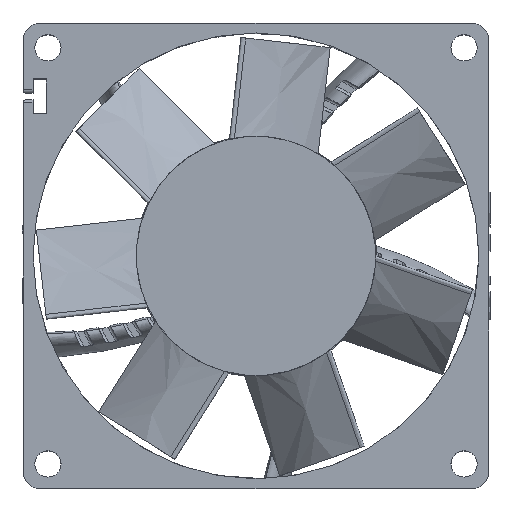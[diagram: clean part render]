
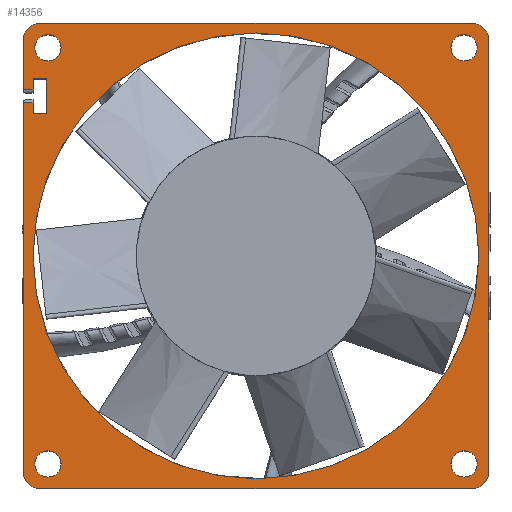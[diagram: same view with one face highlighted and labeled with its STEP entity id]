
A CAD part, top view. The second image highlights one B-rep face of the part: STEP entity #14356.
In plain terms, the highlighted planar face has unit normal (0, 0, 1).
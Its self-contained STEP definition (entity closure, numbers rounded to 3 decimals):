
#29=DIRECTION('',(0.,1.,0.));
#30=VECTOR('',#29,63.3);
#31=CARTESIAN_POINT('',(-40.,-37.,0.));
#32=LINE('',#31,#30);
#2004=CARTESIAN_POINT('',(0.,0.,0.));
#2005=DIRECTION('',(0.,0.,-1.));
#2006=DIRECTION('',(-1.,0.,0.));
#2007=AXIS2_PLACEMENT_3D('',#2004,#2005,#2006);
#2076=CARTESIAN_POINT('',(0.,0.,0.));
#2077=DIRECTION('',(0.,0.,-1.));
#2078=DIRECTION('',(1.,0.,0.));
#2079=AXIS2_PLACEMENT_3D('',#2076,#2077,#2078);
#2138=DIRECTION('',(1.,0.,0.));
#2139=VECTOR('',#2138,2.3);
#2140=CARTESIAN_POINT('',(-38.3,24.4,0.));
#2141=LINE('',#2140,#2139);
#2142=DIRECTION('',(0.,1.,0.));
#2143=VECTOR('',#2142,6.);
#2144=CARTESIAN_POINT('',(-36.,24.4,0.));
#2145=LINE('',#2144,#2143);
#2146=DIRECTION('',(1.,0.,0.));
#2147=VECTOR('',#2146,2.3);
#2148=CARTESIAN_POINT('',(-38.3,30.4,0.));
#2149=LINE('',#2148,#2147);
#2150=DIRECTION('',(0.,1.,0.));
#2151=VECTOR('',#2150,1.9);
#2152=CARTESIAN_POINT('',(-38.3,28.5,0.));
#2153=LINE('',#2152,#2151);
#2154=CARTESIAN_POINT('',(-37.,37.,0.));
#2155=DIRECTION('',(0.,0.,1.));
#2156=DIRECTION('',(0.,1.,0.));
#2157=AXIS2_PLACEMENT_3D('',#2154,#2155,#2156);
#2159=CARTESIAN_POINT('',(37.,37.,0.));
#2160=DIRECTION('',(0.,0.,1.));
#2161=DIRECTION('',(1.,0.,0.));
#2162=AXIS2_PLACEMENT_3D('',#2159,#2160,#2161);
#2164=DIRECTION('',(0.,1.,0.));
#2165=VECTOR('',#2164,74.);
#2166=CARTESIAN_POINT('',(40.,-37.,0.));
#2167=LINE('',#2166,#2165);
#2168=CARTESIAN_POINT('',(37.,-37.,0.));
#2169=DIRECTION('',(0.,0.,1.));
#2170=DIRECTION('',(0.,-1.,0.));
#2171=AXIS2_PLACEMENT_3D('',#2168,#2169,#2170);
#2173=DIRECTION('',(1.,0.,0.));
#2174=VECTOR('',#2173,74.);
#2175=CARTESIAN_POINT('',(-37.,-40.,0.));
#2176=LINE('',#2175,#2174);
#2177=CARTESIAN_POINT('',(-37.,-37.,0.));
#2178=DIRECTION('',(0.,0.,1.));
#2179=DIRECTION('',(-1.,0.,0.));
#2180=AXIS2_PLACEMENT_3D('',#2177,#2178,#2179);
#2182=DIRECTION('',(0.,1.,0.));
#2183=VECTOR('',#2182,1.9);
#2184=CARTESIAN_POINT('',(-38.3,24.4,0.));
#2185=LINE('',#2184,#2183);
#2186=CARTESIAN_POINT('',(-35.75,35.75,0.));
#2187=DIRECTION('',(0.,0.,-1.));
#2188=DIRECTION('',(-1.,0.,0.));
#2189=AXIS2_PLACEMENT_3D('',#2186,#2187,#2188);
#2191=CARTESIAN_POINT('',(-35.75,35.75,0.));
#2192=DIRECTION('',(0.,0.,-1.));
#2193=DIRECTION('',(1.,0.,0.));
#2194=AXIS2_PLACEMENT_3D('',#2191,#2192,#2193);
#2196=CARTESIAN_POINT('',(35.75,-35.75,0.));
#2197=DIRECTION('',(0.,0.,-1.));
#2198=DIRECTION('',(-1.,0.,0.));
#2199=AXIS2_PLACEMENT_3D('',#2196,#2197,#2198);
#2201=CARTESIAN_POINT('',(35.75,-35.75,0.));
#2202=DIRECTION('',(0.,0.,-1.));
#2203=DIRECTION('',(1.,0.,0.));
#2204=AXIS2_PLACEMENT_3D('',#2201,#2202,#2203);
#2206=CARTESIAN_POINT('',(-35.75,-35.75,0.));
#2207=DIRECTION('',(0.,0.,-1.));
#2208=DIRECTION('',(-1.,0.,0.));
#2209=AXIS2_PLACEMENT_3D('',#2206,#2207,#2208);
#2211=CARTESIAN_POINT('',(-35.75,-35.75,0.));
#2212=DIRECTION('',(0.,0.,-1.));
#2213=DIRECTION('',(1.,0.,0.));
#2214=AXIS2_PLACEMENT_3D('',#2211,#2212,#2213);
#2216=CARTESIAN_POINT('',(35.75,35.75,0.));
#2217=DIRECTION('',(0.,0.,-1.));
#2218=DIRECTION('',(-1.,0.,0.));
#2219=AXIS2_PLACEMENT_3D('',#2216,#2217,#2218);
#2221=CARTESIAN_POINT('',(35.75,35.75,0.));
#2222=DIRECTION('',(0.,0.,-1.));
#2223=DIRECTION('',(1.,0.,0.));
#2224=AXIS2_PLACEMENT_3D('',#2221,#2222,#2223);
#2369=DIRECTION('',(1.,0.,0.));
#2370=VECTOR('',#2369,74.);
#2371=CARTESIAN_POINT('',(-37.,40.,0.));
#2372=LINE('',#2371,#2370);
#7622=DIRECTION('',(0.,1.,0.));
#7623=VECTOR('',#7622,8.5);
#7624=CARTESIAN_POINT('',(-40.,28.5,0.));
#7625=LINE('',#7624,#7623);
#7647=DIRECTION('',(-1.,0.,0.));
#7648=VECTOR('',#7647,1.7);
#7649=CARTESIAN_POINT('',(-38.3,28.5,0.));
#7650=LINE('',#7649,#7648);
#7750=DIRECTION('',(1.,0.,0.));
#7751=VECTOR('',#7750,1.7);
#7752=CARTESIAN_POINT('',(-40.,26.3,0.));
#7753=LINE('',#7752,#7751);
#10337=CARTESIAN_POINT('',(-38.3,28.5,0.));
#10338=CARTESIAN_POINT('',(-40.,28.5,0.));
#10339=VERTEX_POINT('',#10337);
#10340=VERTEX_POINT('',#10338);
#10341=CARTESIAN_POINT('',(-40.,26.3,0.));
#10342=CARTESIAN_POINT('',(-38.3,26.3,0.));
#10343=VERTEX_POINT('',#10341);
#10344=VERTEX_POINT('',#10342);
#10837=CARTESIAN_POINT('',(-38.,-35.75,0.));
#10838=VERTEX_POINT('',#10837);
#10839=CARTESIAN_POINT('',(-33.5,-35.75,0.));
#10840=VERTEX_POINT('',#10839);
#10841=CARTESIAN_POINT('',(33.5,-35.75,0.));
#10842=VERTEX_POINT('',#10841);
#10843=CARTESIAN_POINT('',(38.,-35.75,0.));
#10844=VERTEX_POINT('',#10843);
#10845=CARTESIAN_POINT('',(38.,35.75,0.));
#10847=VERTEX_POINT('',#10845);
#10863=CARTESIAN_POINT('',(-38.,35.75,0.));
#10864=VERTEX_POINT('',#10863);
#10865=CARTESIAN_POINT('',(-33.5,35.75,0.));
#10866=VERTEX_POINT('',#10865);
#10883=CARTESIAN_POINT('',(33.5,35.75,0.));
#10884=VERTEX_POINT('',#10883);
#10986=CARTESIAN_POINT('',(-40.,-37.,0.));
#10988=VERTEX_POINT('',#10986);
#11006=CARTESIAN_POINT('',(37.,40.,0.));
#11007=VERTEX_POINT('',#11006);
#11010=CARTESIAN_POINT('',(-37.,-40.,0.));
#11011=VERTEX_POINT('',#11010);
#11018=CARTESIAN_POINT('',(-37.,40.,0.));
#11019=VERTEX_POINT('',#11018);
#11028=CARTESIAN_POINT('',(-40.,37.,0.));
#11029=VERTEX_POINT('',#11028);
#11054=CARTESIAN_POINT('',(40.,37.,0.));
#11055=VERTEX_POINT('',#11054);
#11062=CARTESIAN_POINT('',(40.,-37.,0.));
#11063=VERTEX_POINT('',#11062);
#11064=CARTESIAN_POINT('',(37.,-40.,0.));
#11065=VERTEX_POINT('',#11064);
#11087=CARTESIAN_POINT('',(-38.3,24.4,0.));
#11088=VERTEX_POINT('',#11087);
#11109=CARTESIAN_POINT('',(-38.3,30.4,0.));
#11110=VERTEX_POINT('',#11109);
#11117=CARTESIAN_POINT('',(-36.,30.4,0.));
#11118=VERTEX_POINT('',#11117);
#12483=CARTESIAN_POINT('',(-38.3,0.,0.));
#12484=CARTESIAN_POINT('',(38.3,0.,0.));
#12485=VERTEX_POINT('',#12483);
#12486=VERTEX_POINT('',#12484);
#12487=CARTESIAN_POINT('',(-36.,24.4,0.));
#12488=VERTEX_POINT('',#12487);
#14290=CARTESIAN_POINT('',(60.,0.,0.));
#14291=DIRECTION('',(0.,0.,1.));
#14292=DIRECTION('',(1.,0.,0.));
#14293=AXIS2_PLACEMENT_3D('',#14290,#14291,#14292);
#14294=PLANE('',#14293);
#14296=ORIENTED_EDGE('',*,*,#14295,.T.);
#14298=ORIENTED_EDGE('',*,*,#14297,.T.);
#14300=ORIENTED_EDGE('',*,*,#14299,.F.);
#14302=ORIENTED_EDGE('',*,*,#14301,.F.);
#14304=ORIENTED_EDGE('',*,*,#14303,.T.);
#14306=ORIENTED_EDGE('',*,*,#14305,.T.);
#14308=ORIENTED_EDGE('',*,*,#14307,.F.);
#14310=ORIENTED_EDGE('',*,*,#14309,.T.);
#14312=ORIENTED_EDGE('',*,*,#14311,.F.);
#14314=ORIENTED_EDGE('',*,*,#14313,.F.);
#14316=ORIENTED_EDGE('',*,*,#14315,.F.);
#14318=ORIENTED_EDGE('',*,*,#14317,.F.);
#14320=ORIENTED_EDGE('',*,*,#14319,.F.);
#14321=ORIENTED_EDGE('',*,*,#12554,.T.);
#14323=ORIENTED_EDGE('',*,*,#14322,.T.);
#14325=ORIENTED_EDGE('',*,*,#14324,.F.);
#14326=EDGE_LOOP('',(#14296,#14298,#14300,#14302,#14304,#14306,#14308,#14310,
#14312,#14314,#14316,#14318,#14320,#14321,#14323,#14325));
#14327=FACE_OUTER_BOUND('',#14326,.F.);
#14328=ORIENTED_EDGE('',*,*,#14231,.F.);
#14329=ORIENTED_EDGE('',*,*,#14264,.F.);
#14330=EDGE_LOOP('',(#14328,#14329));
#14331=FACE_BOUND('',#14330,.F.);
#14333=ORIENTED_EDGE('',*,*,#14332,.F.);
#14335=ORIENTED_EDGE('',*,*,#14334,.F.);
#14336=EDGE_LOOP('',(#14333,#14335));
#14337=FACE_BOUND('',#14336,.F.);
#14339=ORIENTED_EDGE('',*,*,#14338,.F.);
#14341=ORIENTED_EDGE('',*,*,#14340,.F.);
#14342=EDGE_LOOP('',(#14339,#14341));
#14343=FACE_BOUND('',#14342,.F.);
#14345=ORIENTED_EDGE('',*,*,#14344,.F.);
#14347=ORIENTED_EDGE('',*,*,#14346,.F.);
#14348=EDGE_LOOP('',(#14345,#14347));
#14349=FACE_BOUND('',#14348,.F.);
#14351=ORIENTED_EDGE('',*,*,#14350,.F.);
#14353=ORIENTED_EDGE('',*,*,#14352,.F.);
#14354=EDGE_LOOP('',(#14351,#14353));
#14355=FACE_BOUND('',#14354,.F.);
#14356=ADVANCED_FACE('',(#14327,#14331,#14337,#14343,#14349,#14355),#14294,.T.);
#2008=CIRCLE('',#2007,38.3);
#2080=CIRCLE('',#2079,38.3);
#2158=CIRCLE('',#2157,3.);
#2163=CIRCLE('',#2162,3.);
#2172=CIRCLE('',#2171,3.);
#2181=CIRCLE('',#2180,3.);
#2190=CIRCLE('',#2189,2.25);
#2195=CIRCLE('',#2194,2.25);
#2200=CIRCLE('',#2199,2.25);
#2205=CIRCLE('',#2204,2.25);
#2210=CIRCLE('',#2209,2.25);
#2215=CIRCLE('',#2214,2.25);
#2220=CIRCLE('',#2219,2.25);
#2225=CIRCLE('',#2224,2.25);
#12554=EDGE_CURVE('',#10988,#10343,#32,.T.);
#14231=EDGE_CURVE('',#12485,#12486,#2008,.T.);
#14264=EDGE_CURVE('',#12486,#12485,#2080,.T.);
#14295=EDGE_CURVE('',#11088,#12488,#2141,.T.);
#14297=EDGE_CURVE('',#12488,#11118,#2145,.T.);
#14299=EDGE_CURVE('',#11110,#11118,#2149,.T.);
#14301=EDGE_CURVE('',#10339,#11110,#2153,.T.);
#14303=EDGE_CURVE('',#10339,#10340,#7650,.T.);
#14305=EDGE_CURVE('',#10340,#11029,#7625,.T.);
#14307=EDGE_CURVE('',#11019,#11029,#2158,.T.);
#14309=EDGE_CURVE('',#11019,#11007,#2372,.T.);
#14311=EDGE_CURVE('',#11055,#11007,#2163,.T.);
#14313=EDGE_CURVE('',#11063,#11055,#2167,.T.);
#14315=EDGE_CURVE('',#11065,#11063,#2172,.T.);
#14317=EDGE_CURVE('',#11011,#11065,#2176,.T.);
#14319=EDGE_CURVE('',#10988,#11011,#2181,.T.);
#14322=EDGE_CURVE('',#10343,#10344,#7753,.T.);
#14324=EDGE_CURVE('',#11088,#10344,#2185,.T.);
#14332=EDGE_CURVE('',#10864,#10866,#2190,.T.);
#14334=EDGE_CURVE('',#10866,#10864,#2195,.T.);
#14338=EDGE_CURVE('',#10842,#10844,#2200,.T.);
#14340=EDGE_CURVE('',#10844,#10842,#2205,.T.);
#14344=EDGE_CURVE('',#10838,#10840,#2210,.T.);
#14346=EDGE_CURVE('',#10840,#10838,#2215,.T.);
#14350=EDGE_CURVE('',#10884,#10847,#2220,.T.);
#14352=EDGE_CURVE('',#10847,#10884,#2225,.T.);
